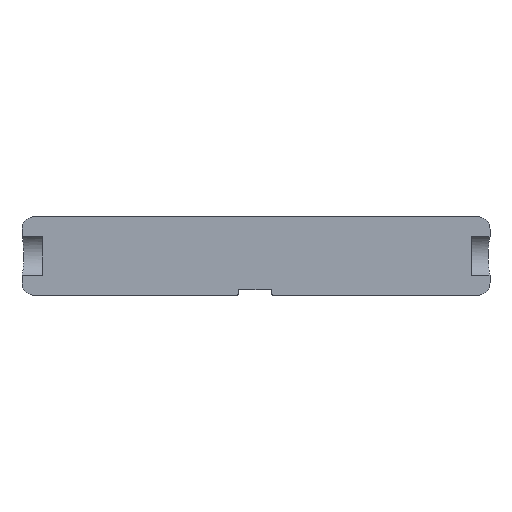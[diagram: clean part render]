
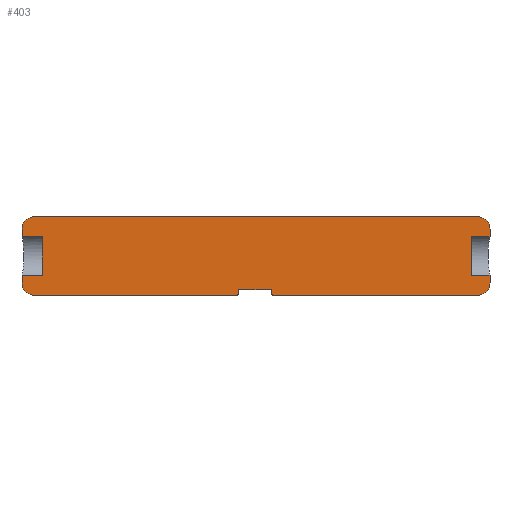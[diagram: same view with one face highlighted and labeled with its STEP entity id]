
A CAD part, top view. The second image highlights one B-rep face of the part: STEP entity #403.
In plain terms, the highlighted planar face has unit normal (0, 0, 1).
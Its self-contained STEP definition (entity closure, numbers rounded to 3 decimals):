
#20=ELLIPSE('',#445,0.203,0.2);
#21=ELLIPSE('',#448,0.203,0.2);
#33=FACE_OUTER_BOUND('',#55,.T.);
#55=EDGE_LOOP('',(#275,#276,#277,#278,#279,#280,#281,#282,#283,#284,#285,
#286,#287,#288,#289,#290,#291,#292,#293,#294,#295,#296,#297,#298));
#76=CIRCLE('',#442,1.853);
#77=CIRCLE('',#443,1.853);
#78=CIRCLE('',#444,1.853);
#79=CIRCLE('',#446,0.2);
#80=CIRCLE('',#447,0.2);
#81=CIRCLE('',#449,1.853);
#89=LINE('',#609,#129);
#90=LINE('',#613,#130);
#91=LINE('',#616,#131);
#92=LINE('',#619,#132);
#93=LINE('',#623,#133);
#94=LINE('',#627,#134);
#95=LINE('',#629,#135);
#96=LINE('',#631,#136);
#97=LINE('',#633,#137);
#98=LINE('',#635,#138);
#99=LINE('',#639,#139);
#100=LINE('',#643,#140);
#101=LINE('',#647,#141);
#102=LINE('',#651,#142);
#103=LINE('',#655,#143);
#104=LINE('',#658,#144);
#129=VECTOR('',#483,10.);
#130=VECTOR('',#488,10.);
#131=VECTOR('',#491,10.);
#132=VECTOR('',#494,10.);
#133=VECTOR('',#497,10.);
#134=VECTOR('',#500,10.);
#135=VECTOR('',#501,10.);
#136=VECTOR('',#502,10.);
#137=VECTOR('',#503,10.);
#138=VECTOR('',#504,10.);
#139=VECTOR('',#507,10.);
#140=VECTOR('',#510,10.);
#141=VECTOR('',#513,10.);
#142=VECTOR('',#516,10.);
#143=VECTOR('',#519,10.);
#144=VECTOR('',#522,10.);
#169=VERTEX_POINT('',#607);
#170=VERTEX_POINT('',#608);
#171=VERTEX_POINT('',#612);
#172=VERTEX_POINT('',#614);
#173=VERTEX_POINT('',#618);
#174=VERTEX_POINT('',#620);
#175=VERTEX_POINT('',#622);
#176=VERTEX_POINT('',#624);
#177=VERTEX_POINT('',#626);
#178=VERTEX_POINT('',#628);
#179=VERTEX_POINT('',#630);
#180=VERTEX_POINT('',#632);
#181=VERTEX_POINT('',#634);
#182=VERTEX_POINT('',#636);
#183=VERTEX_POINT('',#638);
#184=VERTEX_POINT('',#640);
#185=VERTEX_POINT('',#642);
#186=VERTEX_POINT('',#644);
#187=VERTEX_POINT('',#646);
#188=VERTEX_POINT('',#648);
#189=VERTEX_POINT('',#650);
#190=VERTEX_POINT('',#652);
#191=VERTEX_POINT('',#654);
#192=VERTEX_POINT('',#656);
#209=EDGE_CURVE('',#169,#170,#89,.T.);
#211=EDGE_CURVE('',#171,#169,#90,.T.);
#213=EDGE_CURVE('',#170,#172,#91,.T.);
#214=EDGE_CURVE('',#173,#172,#92,.T.);
#215=EDGE_CURVE('',#174,#173,#76,.T.);
#216=EDGE_CURVE('',#175,#174,#93,.T.);
#217=EDGE_CURVE('',#176,#175,#77,.T.);
#218=EDGE_CURVE('',#177,#176,#94,.T.);
#219=EDGE_CURVE('',#177,#178,#95,.T.);
#220=EDGE_CURVE('',#178,#179,#96,.T.);
#221=EDGE_CURVE('',#179,#180,#97,.T.);
#222=EDGE_CURVE('',#181,#180,#98,.T.);
#223=EDGE_CURVE('',#182,#181,#78,.T.);
#224=EDGE_CURVE('',#183,#182,#99,.T.);
#225=EDGE_CURVE('',#184,#183,#20,.T.);
#226=EDGE_CURVE('',#184,#185,#100,.T.);
#227=EDGE_CURVE('',#186,#185,#79,.T.);
#228=EDGE_CURVE('',#186,#187,#101,.T.);
#229=EDGE_CURVE('',#188,#187,#80,.T.);
#230=EDGE_CURVE('',#188,#189,#102,.T.);
#231=EDGE_CURVE('',#190,#189,#21,.T.);
#232=EDGE_CURVE('',#191,#190,#103,.T.);
#233=EDGE_CURVE('',#192,#191,#81,.T.);
#234=EDGE_CURVE('',#171,#192,#104,.T.);
#275=ORIENTED_EDGE('',*,*,#211,.T.);
#276=ORIENTED_EDGE('',*,*,#209,.T.);
#277=ORIENTED_EDGE('',*,*,#213,.T.);
#278=ORIENTED_EDGE('',*,*,#214,.F.);
#279=ORIENTED_EDGE('',*,*,#215,.F.);
#280=ORIENTED_EDGE('',*,*,#216,.F.);
#281=ORIENTED_EDGE('',*,*,#217,.F.);
#282=ORIENTED_EDGE('',*,*,#218,.F.);
#283=ORIENTED_EDGE('',*,*,#219,.T.);
#284=ORIENTED_EDGE('',*,*,#220,.T.);
#285=ORIENTED_EDGE('',*,*,#221,.T.);
#286=ORIENTED_EDGE('',*,*,#222,.F.);
#287=ORIENTED_EDGE('',*,*,#223,.F.);
#288=ORIENTED_EDGE('',*,*,#224,.F.);
#289=ORIENTED_EDGE('',*,*,#225,.F.);
#290=ORIENTED_EDGE('',*,*,#226,.T.);
#291=ORIENTED_EDGE('',*,*,#227,.F.);
#292=ORIENTED_EDGE('',*,*,#228,.T.);
#293=ORIENTED_EDGE('',*,*,#229,.F.);
#294=ORIENTED_EDGE('',*,*,#230,.T.);
#295=ORIENTED_EDGE('',*,*,#231,.F.);
#296=ORIENTED_EDGE('',*,*,#232,.F.);
#297=ORIENTED_EDGE('',*,*,#233,.F.);
#298=ORIENTED_EDGE('',*,*,#234,.F.);
#390=PLANE('',#441);
#403=ADVANCED_FACE('',(#33),#390,.T.);
#441=AXIS2_PLACEMENT_3D('',#617,#492,#493);
#442=AXIS2_PLACEMENT_3D('',#621,#495,#496);
#443=AXIS2_PLACEMENT_3D('',#625,#498,#499);
#444=AXIS2_PLACEMENT_3D('',#637,#505,#506);
#445=AXIS2_PLACEMENT_3D('',#641,#508,#509);
#446=AXIS2_PLACEMENT_3D('',#645,#511,#512);
#447=AXIS2_PLACEMENT_3D('',#649,#514,#515);
#448=AXIS2_PLACEMENT_3D('',#653,#517,#518);
#449=AXIS2_PLACEMENT_3D('',#657,#520,#521);
#483=DIRECTION('',(0.,1.,0.));
#488=DIRECTION('',(-1.,0.,0.));
#491=DIRECTION('',(1.,0.,0.));
#492=DIRECTION('center_axis',(0.,0.,1.));
#493=DIRECTION('ref_axis',(-1.,0.,0.));
#494=DIRECTION('',(0.,-1.,0.));
#495=DIRECTION('center_axis',(0.,0.,-1.));
#496=DIRECTION('ref_axis',(1.,0.,0.));
#497=DIRECTION('',(1.,0.,0.));
#498=DIRECTION('center_axis',(0.,0.,-1.));
#499=DIRECTION('ref_axis',(0.,1.,0.));
#500=DIRECTION('',(0.,1.,0.));
#501=DIRECTION('',(1.,0.,0.));
#502=DIRECTION('',(0.,-1.,0.));
#503=DIRECTION('',(-1.,0.,0.));
#504=DIRECTION('',(0.,1.,0.));
#505=DIRECTION('center_axis',(0.,0.,-1.));
#506=DIRECTION('ref_axis',(-1.,0.,0.));
#507=DIRECTION('',(-1.,0.,0.));
#508=DIRECTION('center_axis',(0.,0.,-1.));
#509=DIRECTION('ref_axis',(0.,-1.,0.));
#510=DIRECTION('',(0.,1.,0.));
#511=DIRECTION('center_axis',(0.,0.,1.));
#512=DIRECTION('ref_axis',(-0.707,0.707,0.));
#513=DIRECTION('',(1.,0.,0.));
#514=DIRECTION('center_axis',(0.,0.,1.));
#515=DIRECTION('ref_axis',(0.707,0.707,0.));
#516=DIRECTION('',(0.,-1.,0.));
#517=DIRECTION('center_axis',(0.,0.,-1.));
#518=DIRECTION('ref_axis',(0.,-1.,0.));
#519=DIRECTION('',(-1.,0.,0.));
#520=DIRECTION('center_axis',(0.,0.,-1.));
#521=DIRECTION('ref_axis',(0.,-1.,0.));
#522=DIRECTION('',(0.,-1.,0.));
#607=CARTESIAN_POINT('',(66.353,2.628,2.));
#608=CARTESIAN_POINT('',(66.353,8.372,2.));
#609=CARTESIAN_POINT('',(66.353,5.5,2.));
#612=CARTESIAN_POINT('',(69.153,2.628,2.));
#613=CARTESIAN_POINT('',(69.353,2.628,2.));
#614=CARTESIAN_POINT('',(69.153,8.372,2.));
#616=CARTESIAN_POINT('',(69.353,8.372,2.));
#617=CARTESIAN_POINT('Origin',(34.4,5.5,2.));
#618=CARTESIAN_POINT('',(69.153,9.5,2.));
#619=CARTESIAN_POINT('',(69.153,1.5,2.));
#620=CARTESIAN_POINT('',(67.3,11.353,2.));
#621=CARTESIAN_POINT('Origin',(67.3,9.5,2.));
#622=CARTESIAN_POINT('',(1.5,11.353,2.));
#623=CARTESIAN_POINT('',(67.3,11.353,2.));
#624=CARTESIAN_POINT('',(-0.353,9.5,2.));
#625=CARTESIAN_POINT('Origin',(1.5,9.5,2.));
#626=CARTESIAN_POINT('',(-0.353,8.372,2.));
#627=CARTESIAN_POINT('',(-0.353,9.5,2.));
#628=CARTESIAN_POINT('',(2.647,8.372,2.));
#629=CARTESIAN_POINT('',(-0.353,8.372,2.));
#630=CARTESIAN_POINT('',(2.647,2.628,2.));
#631=CARTESIAN_POINT('',(2.647,5.5,2.));
#632=CARTESIAN_POINT('',(-0.353,2.628,2.));
#633=CARTESIAN_POINT('',(-0.353,2.628,2.));
#634=CARTESIAN_POINT('',(-0.353,1.5,2.));
#635=CARTESIAN_POINT('',(-0.353,9.5,2.));
#636=CARTESIAN_POINT('',(1.5,-0.353,2.));
#637=CARTESIAN_POINT('Origin',(1.5,1.5,2.));
#638=CARTESIAN_POINT('',(31.55,-0.353,2.));
#639=CARTESIAN_POINT('',(1.5,-0.353,2.));
#640=CARTESIAN_POINT('',(31.75,-0.15,2.));
#641=CARTESIAN_POINT('Origin',(31.55,-0.15,2.));
#642=CARTESIAN_POINT('',(31.75,0.3,2.));
#643=CARTESIAN_POINT('',(31.75,3.,2.));
#644=CARTESIAN_POINT('',(31.95,0.5,2.));
#645=CARTESIAN_POINT('Origin',(31.95,0.3,2.));
#646=CARTESIAN_POINT('',(36.55,0.5,2.));
#647=CARTESIAN_POINT('',(35.575,0.5,2.));
#648=CARTESIAN_POINT('',(36.75,0.3,2.));
#649=CARTESIAN_POINT('Origin',(36.55,0.3,2.));
#650=CARTESIAN_POINT('',(36.75,-0.15,2.));
#651=CARTESIAN_POINT('',(36.75,2.5,2.));
#652=CARTESIAN_POINT('',(36.95,-0.353,2.));
#653=CARTESIAN_POINT('Origin',(36.95,-0.15,2.));
#654=CARTESIAN_POINT('',(67.3,-0.353,2.));
#655=CARTESIAN_POINT('',(1.5,-0.353,2.));
#656=CARTESIAN_POINT('',(69.153,1.5,2.));
#657=CARTESIAN_POINT('Origin',(67.3,1.5,2.));
#658=CARTESIAN_POINT('',(69.153,1.5,2.));
